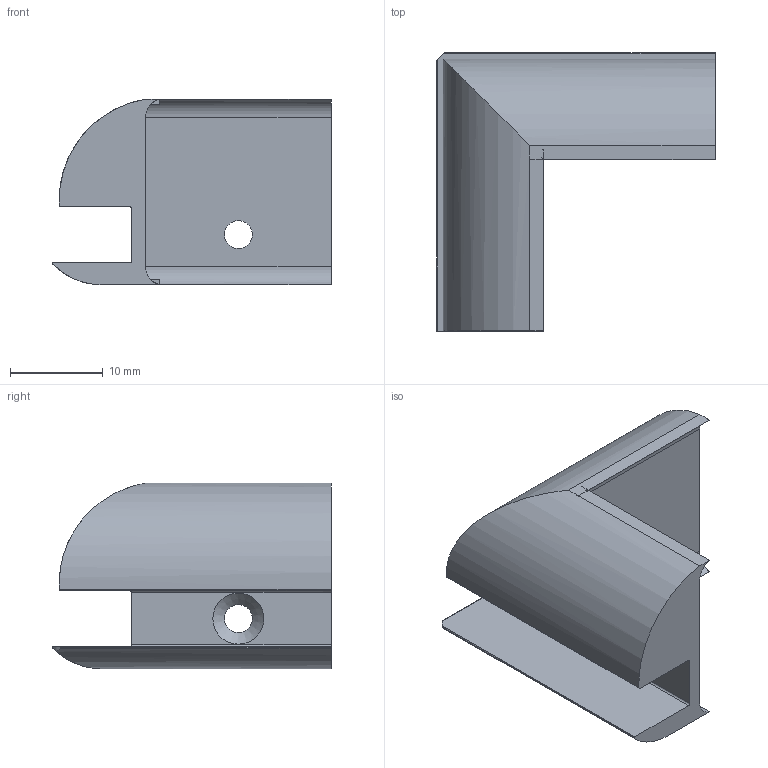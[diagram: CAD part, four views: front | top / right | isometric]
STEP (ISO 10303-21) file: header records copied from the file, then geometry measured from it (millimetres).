
FILE_DESCRIPTION(/* description */ ('Translator using VaultInventorServer'),/* implementation_level */ '2;1');
FILE_NAME(/* name */ 'DGIPD0000002 (XF31110G)_A.stp',/* time_stamp */ '2021-02-09T14:49:22+01:00',/* author */ ('Dario D.'),/* organization */ (''),/* preprocessor_version */ 'ST-DEVELOPER v17.2',/* originating_system */ 'Autodesk Inventor 2019',/* authorisation */ '');
FILE_SCHEMA (('AUTOMOTIVE_DESIGN { 1 0 10303 214 3 1 1 }'));
Length unit declared in the file: millimetre
Products named in the file (1): DGIPD0000002 (XF31110G)
Bounding box: 30 x 30 x 20 mm (x, y, z)
Volume: 5378.7 mm3; surface area: 3664.3 mm2
Topology: 1 solids, 1 shells, 44 faces, 116 edges, 73 vertices
Faces by surface type: cylinder 23, plane 19, cone 2
Full cylindrical faces by diameter (mm): 3 x2
Entity records: 1468 total; most frequent: CARTESIAN_POINT 285, DIRECTION 247, ORIENTED_EDGE 238, EDGE_CURVE 119, AXIS2_PLACEMENT_3D 89, VERTEX_POINT 73, LINE 69, VECTOR 69
